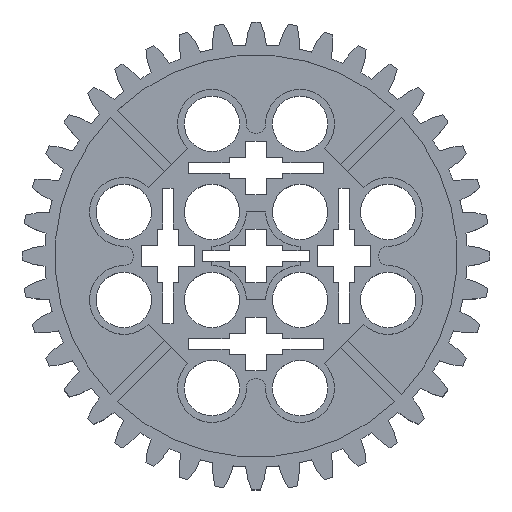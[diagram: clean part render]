
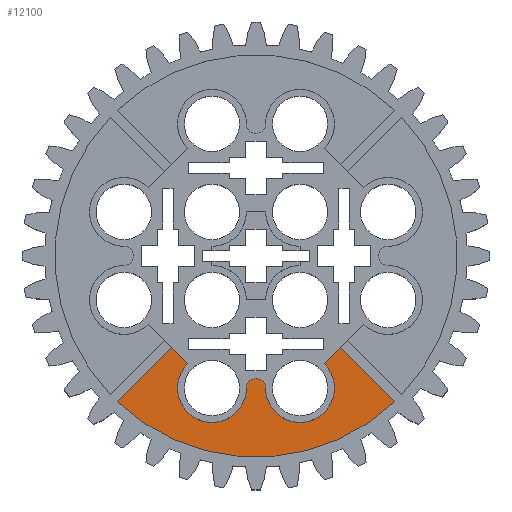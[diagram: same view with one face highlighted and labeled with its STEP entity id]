
A CAD part, top view. The second image highlights one B-rep face of the part: STEP entity #12100.
In plain terms, the highlighted planar face has unit normal (0, 0, 1).
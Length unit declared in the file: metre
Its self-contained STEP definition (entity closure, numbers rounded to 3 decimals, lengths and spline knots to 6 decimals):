
#3381=DIRECTION('',(0.707,-0.707,0.));
#3382=VECTOR('',#3381,0.002021);
#3383=CARTESIAN_POINT('',(-0.007486,-0.008114,0.00088));
#3384=LINE('',#3383,#3382);
#3385=CARTESIAN_POINT('',(-0.0039,-0.0117,0.00088));
#3386=DIRECTION('',(0.,0.,1.));
#3387=DIRECTION('',(-0.707,0.707,0.));
#3388=AXIS2_PLACEMENT_3D('',#3385,#3386,#3387);
#3390=CARTESIAN_POINT('',(0.,-0.0117,0.00088));
#3391=DIRECTION('',(0.,0.,1.));
#3392=DIRECTION('',(1.,0.,0.));
#3393=AXIS2_PLACEMENT_3D('',#3390,#3391,#3392);
#3395=CARTESIAN_POINT('',(0.0039,-0.0117,0.00088));
#3396=DIRECTION('',(0.,0.,1.));
#3397=DIRECTION('',(-1.,0.,0.));
#3398=AXIS2_PLACEMENT_3D('',#3395,#3396,#3397);
#3400=DIRECTION('',(0.707,0.707,0.));
#3401=VECTOR('',#3400,0.002021);
#3402=CARTESIAN_POINT('',(0.006057,-0.009543,0.00088));
#3403=LINE('',#3402,#3401);
#3404=DIRECTION('',(-0.707,0.707,0.));
#3405=VECTOR('',#3404,0.006774);
#3406=CARTESIAN_POINT('',(0.012275,-0.012904,0.00088));
#3407=LINE('',#3406,#3405);
#3408=CARTESIAN_POINT('',(0.,0.,0.00088));
#3409=DIRECTION('',(0.,0.,1.));
#3410=DIRECTION('',(-0.689,-0.725,0.));
#3411=AXIS2_PLACEMENT_3D('',#3408,#3409,#3410);
#3413=DIRECTION('',(-0.707,-0.707,0.));
#3414=VECTOR('',#3413,0.006774);
#3415=CARTESIAN_POINT('',(-0.007486,-0.008114,0.00088));
#3416=LINE('',#3415,#3414);
#5645=CARTESIAN_POINT('',(-0.012275,-0.012904,0.00088));
#5646=CARTESIAN_POINT('',(0.012275,-0.012904,0.00088));
#5647=VERTEX_POINT('',#5645);
#5648=VERTEX_POINT('',#5646);
#5811=CARTESIAN_POINT('',(-0.007486,-0.008114,0.00088));
#5812=CARTESIAN_POINT('',(-0.006057,-0.009543,0.00088));
#5813=VERTEX_POINT('',#5811);
#5814=VERTEX_POINT('',#5812);
#5815=CARTESIAN_POINT('',(-0.00085,-0.0117,0.00088));
#5816=VERTEX_POINT('',#5815);
#5817=CARTESIAN_POINT('',(0.00085,-0.0117,0.00088));
#5818=VERTEX_POINT('',#5817);
#5819=CARTESIAN_POINT('',(0.006057,-0.009543,0.00088));
#5820=VERTEX_POINT('',#5819);
#5821=CARTESIAN_POINT('',(0.007486,-0.008114,0.00088));
#5822=VERTEX_POINT('',#5821);
#12079=CARTESIAN_POINT('',(0.,0.,0.00088));
#12080=DIRECTION('',(0.,0.,1.));
#12081=DIRECTION('',(1.,0.,0.));
#12082=AXIS2_PLACEMENT_3D('',#12079,#12080,#12081);
#12083=PLANE('',#12082);
#12084=ORIENTED_EDGE('',*,*,#11644,.T.);
#12086=ORIENTED_EDGE('',*,*,#12085,.T.);
#12088=ORIENTED_EDGE('',*,*,#12087,.F.);
#12090=ORIENTED_EDGE('',*,*,#12089,.T.);
#12091=ORIENTED_EDGE('',*,*,#11723,.T.);
#12093=ORIENTED_EDGE('',*,*,#12092,.F.);
#12095=ORIENTED_EDGE('',*,*,#12094,.F.);
#12097=ORIENTED_EDGE('',*,*,#12096,.F.);
#12098=EDGE_LOOP('',(#12084,#12086,#12088,#12090,#12091,#12093,#12095,#12097));
#12099=FACE_OUTER_BOUND('',#12098,.F.);
#12100=ADVANCED_FACE('',(#12099),#12083,.T.);
#3389=CIRCLE('',#3388,0.00305);
#3394=CIRCLE('',#3393,0.00085);
#3399=CIRCLE('',#3398,0.00305);
#3412=CIRCLE('',#3411,0.01781);
#11644=EDGE_CURVE('',#5813,#5814,#3384,.T.);
#11723=EDGE_CURVE('',#5820,#5822,#3403,.T.);
#12085=EDGE_CURVE('',#5814,#5816,#3389,.T.);
#12087=EDGE_CURVE('',#5818,#5816,#3394,.T.);
#12089=EDGE_CURVE('',#5818,#5820,#3399,.T.);
#12092=EDGE_CURVE('',#5648,#5822,#3407,.T.);
#12094=EDGE_CURVE('',#5647,#5648,#3412,.T.);
#12096=EDGE_CURVE('',#5813,#5647,#3416,.T.);
